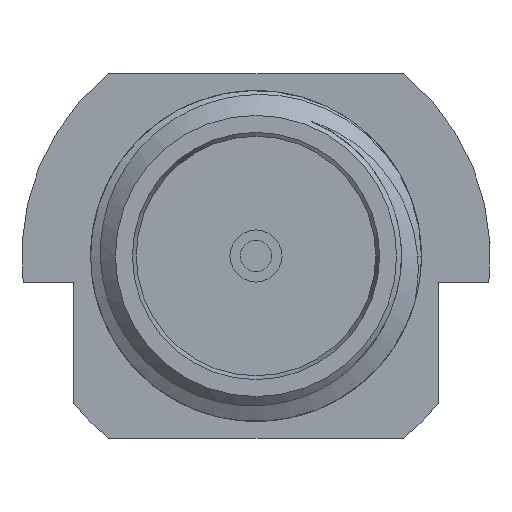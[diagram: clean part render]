
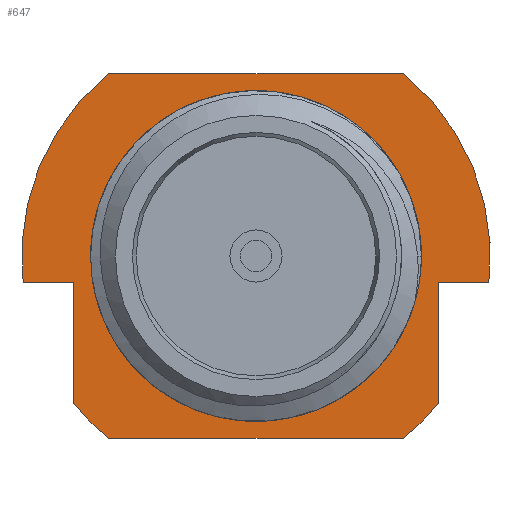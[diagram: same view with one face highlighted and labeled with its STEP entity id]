
A CAD part, front view. The second image highlights one B-rep face of the part: STEP entity #647.
In plain terms, the highlighted planar face has unit normal (0, -1, 0).
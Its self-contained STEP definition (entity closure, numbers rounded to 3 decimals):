
#24=FACE_BOUND('',#124,.T.);
#30=PLANE('',#716);
#80=FACE_OUTER_BOUND('',#123,.T.);
#123=EDGE_LOOP('',(#547,#548,#549,#550,#551,#552,#553,#554,#555,#556));
#124=EDGE_LOOP('',(#557));
#185=CIRCLE('',#715,2.7);
#186=CIRCLE('',#717,4.5);
#187=CIRCLE('',#718,4.5);
#188=CIRCLE('',#719,4.5);
#189=CIRCLE('',#720,4.5);
#211=LINE('',#4983,#250);
#212=LINE('',#4987,#251);
#213=LINE('',#4991,#252);
#214=LINE('',#4993,#253);
#215=LINE('',#4997,#254);
#216=LINE('',#5000,#255);
#250=VECTOR('',#839,0.972);
#251=VECTOR('',#842,5.657);
#252=VECTOR('',#845,0.972);
#253=VECTOR('',#846,2.328);
#254=VECTOR('',#849,5.657);
#255=VECTOR('',#852,2.328);
#314=VERTEX_POINT('',#4977);
#315=VERTEX_POINT('',#4981);
#316=VERTEX_POINT('',#4982);
#317=VERTEX_POINT('',#4984);
#318=VERTEX_POINT('',#4986);
#319=VERTEX_POINT('',#4988);
#320=VERTEX_POINT('',#4990);
#321=VERTEX_POINT('',#4992);
#322=VERTEX_POINT('',#4994);
#323=VERTEX_POINT('',#4996);
#324=VERTEX_POINT('',#4998);
#395=EDGE_CURVE('',#314,#314,#185,.T.);
#397=EDGE_CURVE('',#315,#316,#211,.T.);
#398=EDGE_CURVE('',#316,#317,#186,.T.);
#399=EDGE_CURVE('',#317,#318,#212,.T.);
#400=EDGE_CURVE('',#318,#319,#187,.T.);
#401=EDGE_CURVE('',#320,#319,#213,.T.);
#402=EDGE_CURVE('',#321,#320,#214,.T.);
#403=EDGE_CURVE('',#321,#322,#188,.T.);
#404=EDGE_CURVE('',#322,#323,#215,.T.);
#405=EDGE_CURVE('',#323,#324,#189,.T.);
#406=EDGE_CURVE('',#324,#315,#216,.T.);
#547=ORIENTED_EDGE('',*,*,#397,.T.);
#548=ORIENTED_EDGE('',*,*,#398,.T.);
#549=ORIENTED_EDGE('',*,*,#399,.T.);
#550=ORIENTED_EDGE('',*,*,#400,.T.);
#551=ORIENTED_EDGE('',*,*,#401,.F.);
#552=ORIENTED_EDGE('',*,*,#402,.F.);
#553=ORIENTED_EDGE('',*,*,#403,.T.);
#554=ORIENTED_EDGE('',*,*,#404,.T.);
#555=ORIENTED_EDGE('',*,*,#405,.T.);
#556=ORIENTED_EDGE('',*,*,#406,.T.);
#557=ORIENTED_EDGE('',*,*,#395,.T.);
#647=ADVANCED_FACE('',(#80,#24),#30,.T.);
#715=AXIS2_PLACEMENT_3D('',#4978,#834,#835);
#716=AXIS2_PLACEMENT_3D('',#4980,#837,#838);
#717=AXIS2_PLACEMENT_3D('',#4985,#840,#841);
#718=AXIS2_PLACEMENT_3D('',#4989,#843,#844);
#719=AXIS2_PLACEMENT_3D('',#4995,#847,#848);
#720=AXIS2_PLACEMENT_3D('',#4999,#850,#851);
#834=DIRECTION('center_axis',(0.,1.,0.));
#835=DIRECTION('ref_axis',(-1.,0.,0.));
#837=DIRECTION('center_axis',(0.,-1.,0.));
#838=DIRECTION('ref_axis',(1.,0.,0.));
#839=DIRECTION('',(1.,0.,0.));
#840=DIRECTION('center_axis',(0.,-1.,0.));
#841=DIRECTION('ref_axis',(0.994,0.,-0.111));
#842=DIRECTION('',(-1.,0.,0.));
#843=DIRECTION('center_axis',(0.,-1.,0.));
#844=DIRECTION('ref_axis',(-0.629,0.,0.778));
#845=DIRECTION('',(-1.,0.,0.));
#846=DIRECTION('',(0.,0.,1.));
#847=DIRECTION('center_axis',(0.,-1.,0.));
#848=DIRECTION('ref_axis',(-0.778,0.,-0.629));
#849=DIRECTION('',(1.,0.,0.));
#850=DIRECTION('center_axis',(0.,-1.,0.));
#851=DIRECTION('ref_axis',(0.629,0.,-0.778));
#852=DIRECTION('',(0.,0.,1.));
#4977=CARTESIAN_POINT('',(2.7,-3.5,0.5));
#4978=CARTESIAN_POINT('Origin',(0.,-3.5,0.5));
#4980=CARTESIAN_POINT('Origin',(0.,-3.5,0.12));
#4981=CARTESIAN_POINT('',(3.5,-3.5,0.));
#4982=CARTESIAN_POINT('',(4.472,-3.5,0.));
#4983=CARTESIAN_POINT('',(3.5,-3.5,0.));
#4984=CARTESIAN_POINT('',(2.828,-3.5,4.));
#4985=CARTESIAN_POINT('Origin',(0.,-3.5,0.5));
#4986=CARTESIAN_POINT('',(-2.828,-3.5,4.));
#4987=CARTESIAN_POINT('',(2.828,-3.5,4.));
#4988=CARTESIAN_POINT('',(-4.472,-3.5,0.));
#4989=CARTESIAN_POINT('Origin',(0.,-3.5,0.5));
#4990=CARTESIAN_POINT('',(-3.5,-3.5,0.));
#4991=CARTESIAN_POINT('',(-3.5,-3.5,0.));
#4992=CARTESIAN_POINT('',(-3.5,-3.5,-2.328));
#4993=CARTESIAN_POINT('',(-3.5,-3.5,-2.328));
#4994=CARTESIAN_POINT('',(-2.828,-3.5,-3.));
#4995=CARTESIAN_POINT('Origin',(0.,-3.5,0.5));
#4996=CARTESIAN_POINT('',(2.828,-3.5,-3.));
#4997=CARTESIAN_POINT('',(-2.828,-3.5,-3.));
#4998=CARTESIAN_POINT('',(3.5,-3.5,-2.328));
#4999=CARTESIAN_POINT('Origin',(0.,-3.5,0.5));
#5000=CARTESIAN_POINT('',(3.5,-3.5,-2.328));
